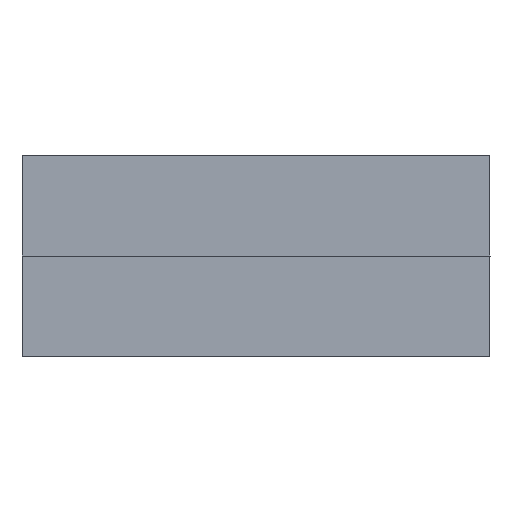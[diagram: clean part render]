
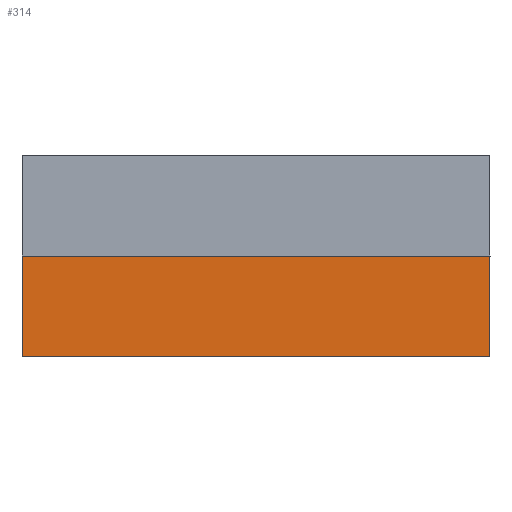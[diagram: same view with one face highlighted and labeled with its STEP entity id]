
A CAD part, left-side view. The second image highlights one B-rep face of the part: STEP entity #314.
In plain terms, the highlighted planar face has unit normal (-1, 0, 0).
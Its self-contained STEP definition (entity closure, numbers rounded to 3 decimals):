
#12 = LINE ( 'NONE', #99, #163 ) ;
#17 = LINE ( 'NONE', #521, #520 ) ;
#18 = ORIENTED_EDGE ( 'NONE', *, *, #527, .F. ) ;
#29 = CARTESIAN_POINT ( 'NONE',  ( 4.84, -186.967, 0. ) ) ;
#52 = VERTEX_POINT ( 'NONE', #407 ) ;
#56 = FACE_OUTER_BOUND ( 'NONE', #339, .T. ) ;
#72 = CARTESIAN_POINT ( 'NONE',  ( 4.84, -179.967, 3. ) ) ;
#99 = CARTESIAN_POINT ( 'NONE',  ( 4.84, -186.967, 1.5 ) ) ;
#115 = VECTOR ( 'NONE', #496, 1000. ) ;
#116 = CARTESIAN_POINT ( 'NONE',  ( 4.84, -179.967, 1.5 ) ) ;
#163 = VECTOR ( 'NONE', #226, 1000. ) ;
#183 = DIRECTION ( 'NONE',  ( 0., -1., 0. ) ) ;
#206 = CARTESIAN_POINT ( 'NONE',  ( 4.84, -186.967, 3. ) ) ;
#222 = CARTESIAN_POINT ( 'NONE',  ( 4.84, -179.967, 3. ) ) ;
#226 = DIRECTION ( 'NONE',  ( 0., -1., 0. ) ) ;
#251 = ORIENTED_EDGE ( 'NONE', *, *, #411, .T. ) ;
#267 = DIRECTION ( 'NONE',  ( 1., 0., 0. ) ) ;
#287 = EDGE_CURVE ( 'NONE', #325, #460, #12, .T. ) ;
#310 = EDGE_CURVE ( 'NONE', #52, #479, #17, .T. ) ;
#314 = ADVANCED_FACE ( 'NONE', ( #56 ), #352, .F. ) ;
#325 = VERTEX_POINT ( 'NONE', #116 ) ;
#331 = ORIENTED_EDGE ( 'NONE', *, *, #287, .F. ) ;
#339 = EDGE_LOOP ( 'NONE', ( #331, #251, #398, #18 ) ) ;
#352 = PLANE ( 'NONE',  #395 ) ;
#361 = CARTESIAN_POINT ( 'NONE',  ( 4.84, -186.967, 1.5 ) ) ;
#376 = LINE ( 'NONE', #206, #455 ) ;
#391 = DIRECTION ( 'NONE',  ( 0., 0., -1. ) ) ;
#395 = AXIS2_PLACEMENT_3D ( 'NONE', #222, #267, #391 ) ;
#398 = ORIENTED_EDGE ( 'NONE', *, *, #310, .T. ) ;
#400 = LINE ( 'NONE', #72, #115 ) ;
#407 = CARTESIAN_POINT ( 'NONE',  ( 4.84, -179.967, 0. ) ) ;
#411 = EDGE_CURVE ( 'NONE', #325, #52, #400, .T. ) ;
#455 = VECTOR ( 'NONE', #498, 1000. ) ;
#460 = VERTEX_POINT ( 'NONE', #361 ) ;
#479 = VERTEX_POINT ( 'NONE', #29 ) ;
#496 = DIRECTION ( 'NONE',  ( 0., 0., -1. ) ) ;
#498 = DIRECTION ( 'NONE',  ( 0., 0., -1. ) ) ;
#520 = VECTOR ( 'NONE', #183, 1000. ) ;
#521 = CARTESIAN_POINT ( 'NONE',  ( 4.84, -179.967, 0. ) ) ;
#527 = EDGE_CURVE ( 'NONE', #460, #479, #376, .T. ) ;
